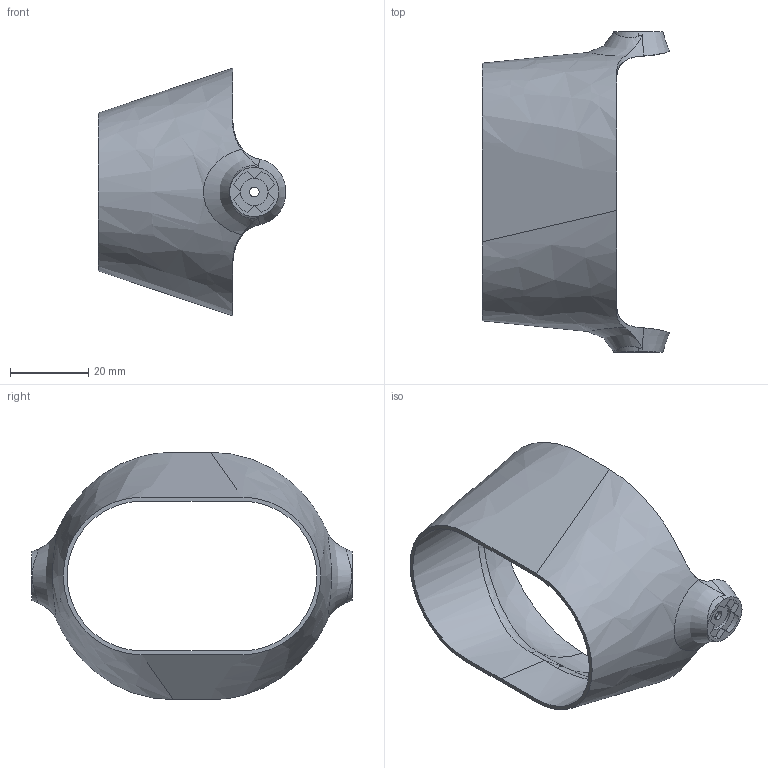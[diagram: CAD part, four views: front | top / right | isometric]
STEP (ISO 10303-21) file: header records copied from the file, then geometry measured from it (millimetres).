
FILE_DESCRIPTION (( 'STEP AP203' ), '1' );
FILE_NAME ('#P_PWR_Nozzle_Predeterminado_sldprt.STEP', '2025-04-30T23:02:03', ( '' ), ( '' ), 'SwSTEP 2.0', 'SolidWorks 2024', '' );
FILE_SCHEMA (( 'CONFIG_CONTROL_DESIGN' ));
Length unit declared in the file: millimetre
Products named in the file (1): #P_PWR_Nozzle_Predeterminado_sldprt
Bounding box: 48.11 x 82 x 63.4 mm (x, y, z)
Volume: 17534.3 mm3; surface area: 15392.7 mm2
Topology: 1 solids, 1 shells, 57 faces, 166 edges, 110 vertices
Faces by surface type: plane 19, cylinder 16, bspline 14, sphere 4, cone 4
Entity records: 4839 total; most frequent: CARTESIAN_POINT 3372, ORIENTED_EDGE 332, DIRECTION 240, EDGE_CURVE 166, VERTEX_POINT 110, AXIS2_PLACEMENT_3D 96, B_SPLINE_CURVE_WITH_KNOTS 66, EDGE_LOOP 62
